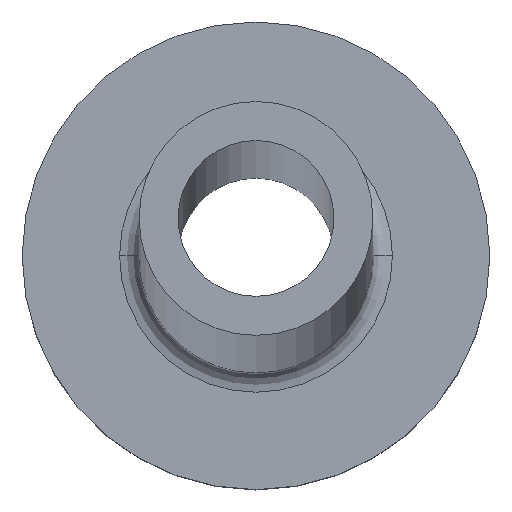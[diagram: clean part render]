
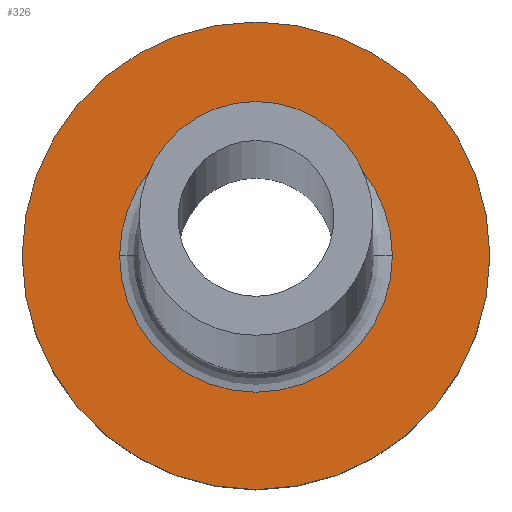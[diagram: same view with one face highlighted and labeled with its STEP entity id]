
A CAD part, top view. The second image highlights one B-rep face of the part: STEP entity #326.
In plain terms, the highlighted planar face has unit normal (0, 0, 1).
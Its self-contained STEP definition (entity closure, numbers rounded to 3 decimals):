
#2 = ORIENTED_EDGE ( 'NONE', *, *, #346, .T. ) ;
#3 = DIRECTION ( 'NONE',  ( 0., 0., -1. ) ) ;
#25 = DIRECTION ( 'NONE',  ( 0., 0., 1. ) ) ;
#26 = DIRECTION ( 'NONE',  ( 0., 0., -1. ) ) ;
#50 = AXIS2_PLACEMENT_3D ( 'NONE', #350, #26, #155 ) ;
#63 = ORIENTED_EDGE ( 'NONE', *, *, #158, .T. ) ;
#70 = ORIENTED_EDGE ( 'NONE', *, *, #287, .T. ) ;
#82 = DIRECTION ( 'NONE',  ( 1., 0., 0. ) ) ;
#85 = AXIS2_PLACEMENT_3D ( 'NONE', #309, #227, #82 ) ;
#91 = VERTEX_POINT ( 'NONE', #284 ) ;
#95 = VERTEX_POINT ( 'NONE', #109 ) ;
#109 = CARTESIAN_POINT ( 'NONE',  ( 6., 0., 5. ) ) ;
#110 = CIRCLE ( 'NONE', #337, 3.5 ) ;
#124 = CARTESIAN_POINT ( 'NONE',  ( 0., 0., 5. ) ) ;
#135 = VERTEX_POINT ( 'NONE', #204 ) ;
#152 = DIRECTION ( 'NONE',  ( 0., 0., 1. ) ) ;
#155 = DIRECTION ( 'NONE',  ( 1., 0., 0. ) ) ;
#158 = EDGE_CURVE ( 'NONE', #91, #95, #234, .T. ) ;
#162 = ORIENTED_EDGE ( 'NONE', *, *, #237, .T. ) ;
#167 = CIRCLE ( 'NONE', #370, 6. ) ;
#169 = DIRECTION ( 'NONE',  ( 1., 0., 0. ) ) ;
#181 = PLANE ( 'NONE',  #280 ) ;
#193 = CIRCLE ( 'NONE', #50, 3.5 ) ;
#204 = CARTESIAN_POINT ( 'NONE',  ( -3.5, 0., 5. ) ) ;
#213 = EDGE_LOOP ( 'NONE', ( #162, #2 ) ) ;
#227 = DIRECTION ( 'NONE',  ( 0., 0., 1. ) ) ;
#234 = CIRCLE ( 'NONE', #85, 6. ) ;
#237 = EDGE_CURVE ( 'NONE', #305, #135, #193, .T. ) ;
#238 = DIRECTION ( 'NONE',  ( 1., 0., 0. ) ) ;
#247 = EDGE_LOOP ( 'NONE', ( #63, #70 ) ) ;
#254 = CARTESIAN_POINT ( 'NONE',  ( 0., 0., 5. ) ) ;
#259 = FACE_BOUND ( 'NONE', #213, .T. ) ;
#267 = CARTESIAN_POINT ( 'NONE',  ( 0., 0., 5. ) ) ;
#280 = AXIS2_PLACEMENT_3D ( 'NONE', #124, #25, #238 ) ;
#284 = CARTESIAN_POINT ( 'NONE',  ( -6., 0., 5. ) ) ;
#287 = EDGE_CURVE ( 'NONE', #95, #91, #167, .T. ) ;
#305 = VERTEX_POINT ( 'NONE', #314 ) ;
#309 = CARTESIAN_POINT ( 'NONE',  ( 0., 0., 5. ) ) ;
#314 = CARTESIAN_POINT ( 'NONE',  ( 3.5, 0., 5. ) ) ;
#326 = ADVANCED_FACE ( 'NONE', ( #259, #347 ), #181, .T. ) ;
#337 = AXIS2_PLACEMENT_3D ( 'NONE', #267, #3, #169 ) ;
#346 = EDGE_CURVE ( 'NONE', #135, #305, #110, .T. ) ;
#347 = FACE_OUTER_BOUND ( 'NONE', #247, .T. ) ;
#350 = CARTESIAN_POINT ( 'NONE',  ( 0., 0., 5. ) ) ;
#370 = AXIS2_PLACEMENT_3D ( 'NONE', #254, #152, #379 ) ;
#379 = DIRECTION ( 'NONE',  ( 1., 0., 0. ) ) ;
